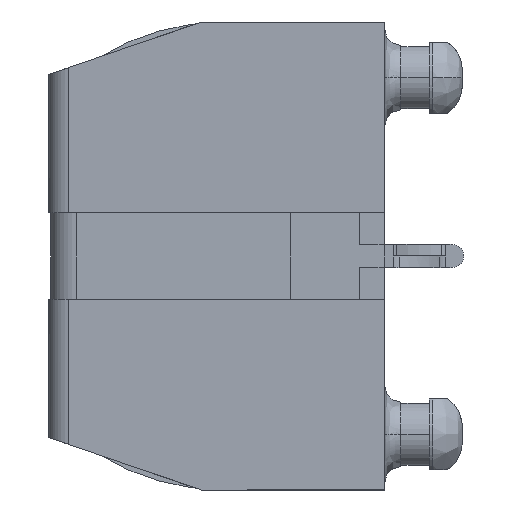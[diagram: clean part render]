
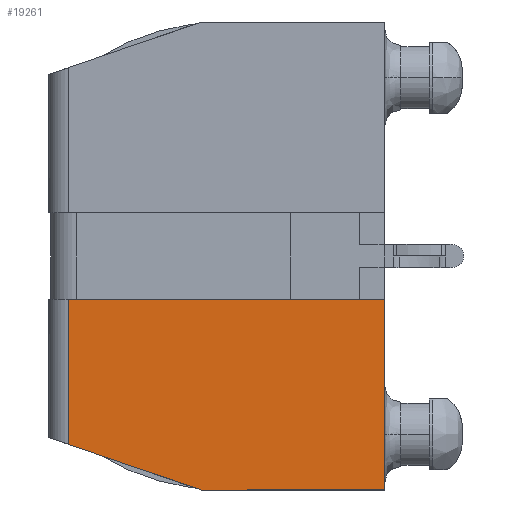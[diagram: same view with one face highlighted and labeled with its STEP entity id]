
A CAD part, left-side view. The second image highlights one B-rep face of the part: STEP entity #19261.
In plain terms, the highlighted planar face has unit normal (-1, 0.018, 0).
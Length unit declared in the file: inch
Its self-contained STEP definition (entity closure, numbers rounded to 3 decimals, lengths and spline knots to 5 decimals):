
#124 = CARTESIAN_POINT ( 'NONE',  ( -1.50721, 0.54966, -0.20175 ) ) ;
#1160 = FACE_OUTER_BOUND ( 'NONE', #24220, .T. ) ;
#3904 = DIRECTION ( 'NONE',  ( 1., -0.017, 0. ) ) ;
#4275 = LINE ( 'NONE', #4448, #23549 ) ;
#4448 = CARTESIAN_POINT ( 'NONE',  ( -1.5168, 0., -0.4065 ) ) ;
#4494 = EDGE_CURVE ( 'NONE', #16655, #19645, #14151, .T. ) ;
#6235 = DIRECTION ( 'NONE',  ( 0., 0., -1. ) ) ;
#6462 = PLANE ( 'NONE',  #27676 ) ;
#6517 = EDGE_CURVE ( 'NONE', #19645, #12941, #27988, .T. ) ;
#6569 = ORIENTED_EDGE ( 'NONE', *, *, #34916, .F. ) ;
#8926 = LINE ( 'NONE', #20099, #18953 ) ;
#9894 = DIRECTION ( 'NONE',  ( 0.017, 1., 0. ) ) ;
#10076 = EDGE_CURVE ( 'NONE', #23360, #28450, #4275, .T. ) ;
#10728 = ORIENTED_EDGE ( 'NONE', *, *, #10076, .F. ) ;
#11671 = ORIENTED_EDGE ( 'NONE', *, *, #6517, .F. ) ;
#12941 = VERTEX_POINT ( 'NONE', #20374 ) ;
#13642 = VECTOR ( 'NONE', #32861, 39.37008 ) ;
#13978 = CARTESIAN_POINT ( 'NONE',  ( -1.50721, 0.54966, -0.32713 ) ) ;
#14151 = LINE ( 'NONE', #124, #13642 ) ;
#14686 = LINE ( 'NONE', #19821, #20817 ) ;
#15189 = DIRECTION ( 'NONE',  ( 0.017, 1., 0. ) ) ;
#15490 = CARTESIAN_POINT ( 'NONE',  ( -1.50721, 0.54966, -0.075 ) ) ;
#16655 = VERTEX_POINT ( 'NONE', #13978 ) ;
#17069 = DIRECTION ( 'NONE',  ( 0.017, 0.945, 0.326 ) ) ;
#18953 = VECTOR ( 'NONE', #6235, 39.37008 ) ;
#19261 = ADVANCED_FACE ( 'NONE', ( #1160 ), #6462, .F. ) ;
#19645 = VERTEX_POINT ( 'NONE', #15490 ) ;
#19821 = CARTESIAN_POINT ( 'NONE',  ( -1.51123, 0.31915, -0.4065 ) ) ;
#20071 = ORIENTED_EDGE ( 'NONE', *, *, #33918, .F. ) ;
#20099 = CARTESIAN_POINT ( 'NONE',  ( -1.5168, 0., -0.4065 ) ) ;
#20358 = CARTESIAN_POINT ( 'NONE',  ( -1.5168, 0., -0.4065 ) ) ;
#20374 = CARTESIAN_POINT ( 'NONE',  ( -1.5168, 0., -0.075 ) ) ;
#20693 = CARTESIAN_POINT ( 'NONE',  ( -1.50659, 0.585, -0.4065 ) ) ;
#20817 = VECTOR ( 'NONE', #17069, 39.37008 ) ;
#21282 = ORIENTED_EDGE ( 'NONE', *, *, #4494, .F. ) ;
#23360 = VERTEX_POINT ( 'NONE', #20358 ) ;
#23549 = VECTOR ( 'NONE', #9894, 39.37008 ) ;
#24220 = EDGE_LOOP ( 'NONE', ( #21282, #6569, #10728, #20071, #11671 ) ) ;
#24258 = VECTOR ( 'NONE', #25226, 39.37008 ) ;
#25226 = DIRECTION ( 'NONE',  ( -0.017, -1., 0. ) ) ;
#27629 = CARTESIAN_POINT ( 'NONE',  ( -1.50659, 0.585, -0.075 ) ) ;
#27676 = AXIS2_PLACEMENT_3D ( 'NONE', #20693, #3904, #15189 ) ;
#27988 = LINE ( 'NONE', #27629, #24258 ) ;
#28450 = VERTEX_POINT ( 'NONE', #35121 ) ;
#32861 = DIRECTION ( 'NONE',  ( 0., 0., 1. ) ) ;
#33918 = EDGE_CURVE ( 'NONE', #12941, #23360, #8926, .T. ) ;
#34916 = EDGE_CURVE ( 'NONE', #28450, #16655, #14686, .T. ) ;
#35121 = CARTESIAN_POINT ( 'NONE',  ( -1.51123, 0.31915, -0.4065 ) ) ;
